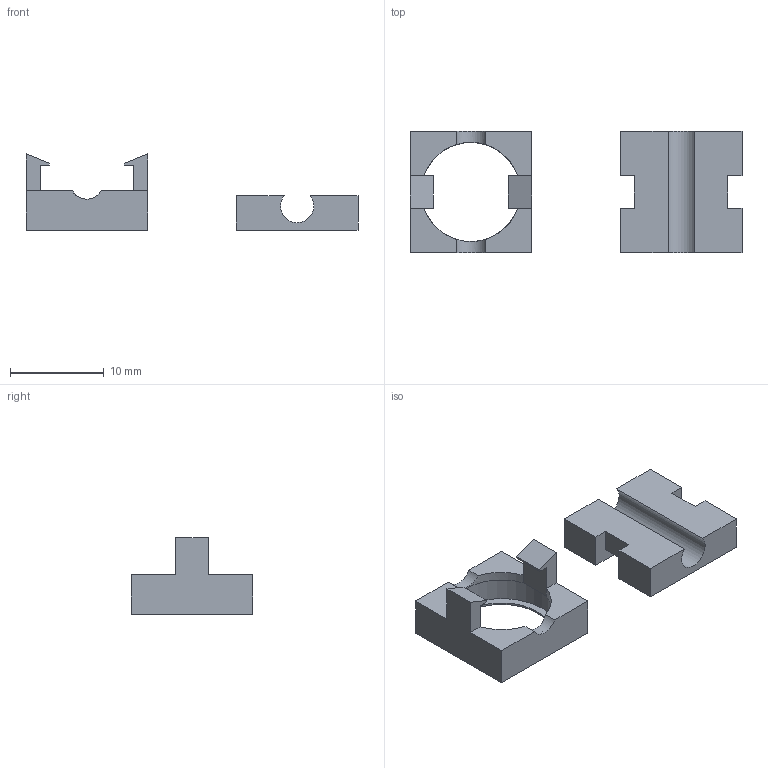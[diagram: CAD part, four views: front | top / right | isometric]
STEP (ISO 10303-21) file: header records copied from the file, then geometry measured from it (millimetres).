
FILE_DESCRIPTION(/* description */ ('STEP AP242 Edition 2','CAx-IF Rec.Pracs.---Representation and Presentation of Product Manufacturing Information (PMI)---4.0---2014-10-13','CAx-IF Rec.Pracs.---3D Tessellated Geometry---0.4---2014-09-14','2;1','CAx-IF Rec.Pracs.---User Defined Attributes---1.5---2016-08-15'),/* implementation_level */ '2;1');
FILE_NAME(/* name */ '692714bb00ca487cc135118e',/* time_stamp */ '2025-11-26T14:54:52Z',/* author */ (''),/* organization */ (''),/* preprocessor_version */ 'ST-DEVELOPER v20',/* originating_system */ 'ONSHAPE BY PTC INC, 1.207',/* authorisation */ ' ');
FILE_SCHEMA (('AP242_MANAGED_MODEL_BASED_3D_ENGINEERING_MIM_LF { 1 0 10303 442 3 1 4 }'));
Length unit declared in the file: metre
Products named in the file (2): Left; Right
Bounding box: 35.47 x 13 x 8.15 mm (x, y, z)
Volume: 750.9 mm3; surface area: 1266.5 mm2
Topology: 2 solids, 2 shells, 49 faces, 128 edges, 84 vertices
Faces by surface type: plane 42, cylinder 7
Full cylindrical faces by diameter (mm): 10.6 x1, 12.2 x1
Entity records: 1534 total; most frequent: CARTESIAN_POINT 273, ORIENTED_EDGE 252, DIRECTION 240, EDGE_CURVE 126, LINE 110, VECTOR 110, VERTEX_POINT 84, AXIS2_PLACEMENT_3D 65
